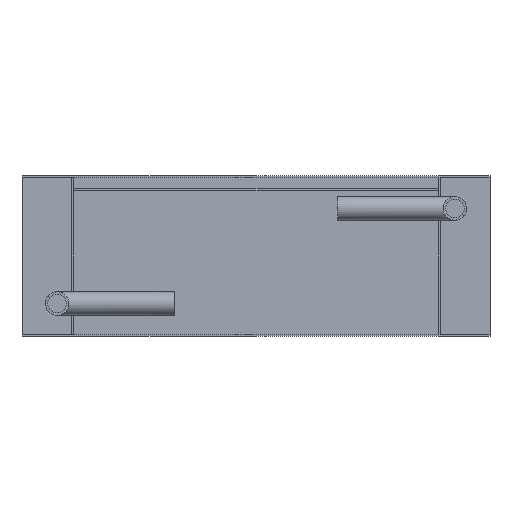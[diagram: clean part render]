
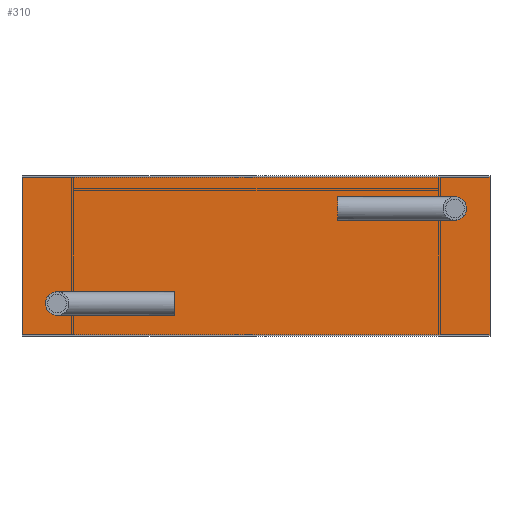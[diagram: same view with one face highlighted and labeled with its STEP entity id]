
A CAD part, left-side view. The second image highlights one B-rep face of the part: STEP entity #310.
In plain terms, the highlighted planar face has unit normal (-1, 0, 0).
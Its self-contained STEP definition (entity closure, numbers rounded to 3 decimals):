
#310 = ADVANCED_FACE ( 'NONE', ( #1716 ), #1715, .F. ) ;
#311 = EDGE_LOOP ( 'NONE', ( #312, #313, #316, #319 ) ) ;
#312 = ORIENTED_EDGE ( 'NONE', *, *, #334, .T. ) ;
#313 = ORIENTED_EDGE ( 'NONE', *, *, #314, .T. ) ;
#314 = EDGE_CURVE ( 'NONE', #332, #315, #1713, .T. ) ;
#315 = VERTEX_POINT ( 'NONE', #1706 ) ;
#316 = ORIENTED_EDGE ( 'NONE', *, *, #317, .F. ) ;
#317 = EDGE_CURVE ( 'NONE', #318, #315, #1705, .T. ) ;
#318 = VERTEX_POINT ( 'NONE', #1701 ) ;
#319 = ORIENTED_EDGE ( 'NONE', *, *, #320, .F. ) ;
#320 = EDGE_CURVE ( 'NONE', #335, #318, #1700, .T. ) ;
#332 = VERTEX_POINT ( 'NONE', #1737 ) ;
#334 = EDGE_CURVE ( 'NONE', #335, #332, #1736, .T. ) ;
#335 = VERTEX_POINT ( 'NONE', #1732 ) ;
#1700 = LINE ( 'NONE', #1762, #1761 ) ;
#1701 = CARTESIAN_POINT ( 'NONE',  ( -501., 160., 54. ) ) ;
#1702 = DIRECTION ( 'NONE',  ( 0., -1., 0. ) ) ;
#1703 = VECTOR ( 'NONE', #1702, 1000. ) ;
#1704 = CARTESIAN_POINT ( 'NONE',  ( -501., 160., 54. ) ) ;
#1705 = LINE ( 'NONE', #1704, #1703 ) ;
#1706 = CARTESIAN_POINT ( 'NONE',  ( -501., -160., 54. ) ) ;
#1707 = DIRECTION ( 'NONE',  ( 0., 0., 1. ) ) ;
#1708 = VECTOR ( 'NONE', #1707, 1000. ) ;
#1709 = CARTESIAN_POINT ( 'NONE',  ( -501., -160., 54. ) ) ;
#1710 = DIRECTION ( 'NONE',  ( 0., 0., -1. ) ) ;
#1711 = DIRECTION ( 'NONE',  ( 1., 0., 0. ) ) ;
#1712 = AXIS2_PLACEMENT_3D ( 'NONE', #1714, #1711, #1710 ) ;
#1713 = LINE ( 'NONE', #1709, #1708 ) ;
#1714 = CARTESIAN_POINT ( 'NONE',  ( -501., 160., 54. ) ) ;
#1715 = PLANE ( 'NONE',  #1712 ) ;
#1716 = FACE_OUTER_BOUND ( 'NONE', #311, .T. ) ;
#1732 = CARTESIAN_POINT ( 'NONE',  ( -501., 160., -54. ) ) ;
#1733 = DIRECTION ( 'NONE',  ( 0., -1., 0. ) ) ;
#1734 = VECTOR ( 'NONE', #1733, 1000. ) ;
#1735 = CARTESIAN_POINT ( 'NONE',  ( -501., 160., -54. ) ) ;
#1736 = LINE ( 'NONE', #1735, #1734 ) ;
#1737 = CARTESIAN_POINT ( 'NONE',  ( -501., -160., -54. ) ) ;
#1760 = DIRECTION ( 'NONE',  ( 0., 0., 1. ) ) ;
#1761 = VECTOR ( 'NONE', #1760, 1000. ) ;
#1762 = CARTESIAN_POINT ( 'NONE',  ( -501., 160., 54. ) ) ;
